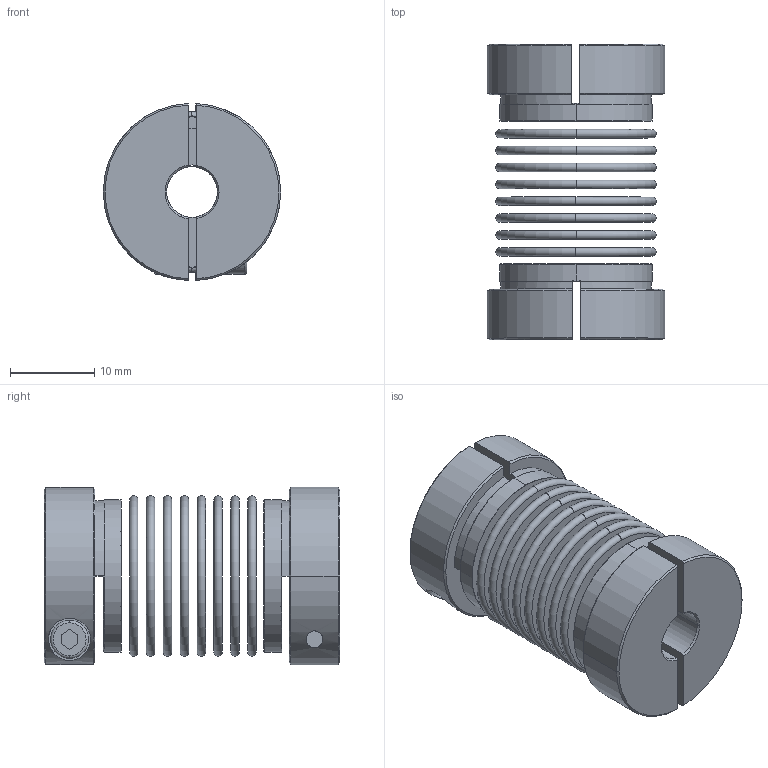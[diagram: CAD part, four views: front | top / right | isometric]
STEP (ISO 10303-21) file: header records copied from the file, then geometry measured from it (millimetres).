
FILE_DESCRIPTION (( 'STEP AP203' ), '1' );
FILE_NAME ('M074_9403_06-10.STEP', '2018-07-23T07:08:24', ( '' ), ( '' ), 'SwSTEP 2.0', 'SolidWorks 2016', '' );
FILE_SCHEMA (( 'CONFIG_CONTROL_DESIGN' ));
Length unit declared in the file: millimetre
Products named in the file (1): M074_9403_06-10
Bounding box: 21 x 35 x 20.98 mm (x, y, z)
Surface area: 5733 mm2 (no closed solid volume)
Topology: 0 solids, 15 shells, 132 faces, 355 edges, 248 vertices
Faces by surface type: plane 60, cylinder 34, torus 20, cone 18
Entity records: 4520 total; most frequent: CARTESIAN_POINT 998, DIRECTION 785, ORIENTED_EDGE 634, EDGE_CURVE 355, AXIS2_PLACEMENT_3D 329, VERTEX_POINT 248, CIRCLE 196, EDGE_LOOP 165
